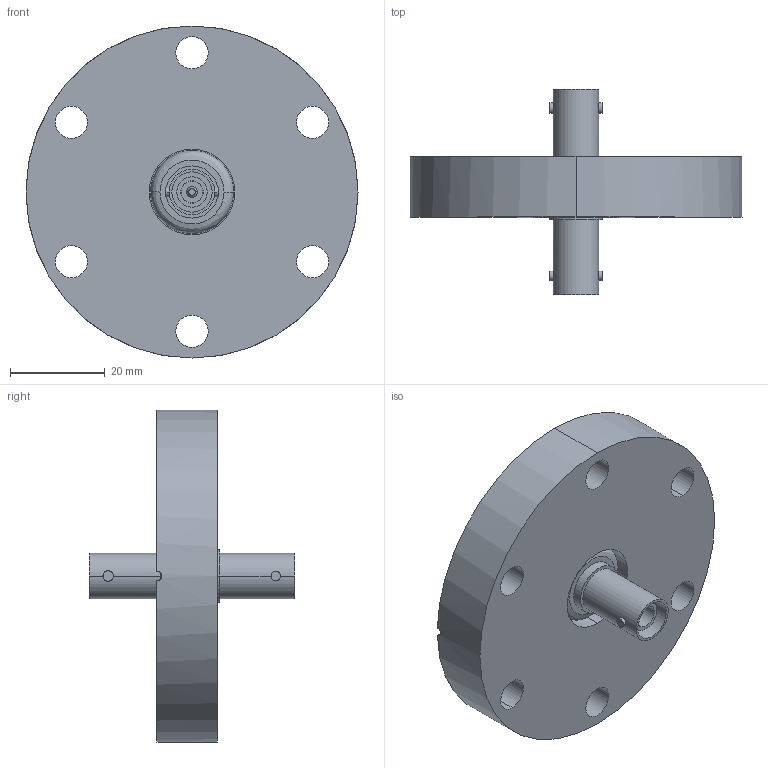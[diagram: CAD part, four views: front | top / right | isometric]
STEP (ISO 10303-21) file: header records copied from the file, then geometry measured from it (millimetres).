
FILE_DESCRIPTION (( 'STEP AP214' ), '1' );
FILE_NAME ('242-SHVD50-C40.STEP', '2022-09-13T07:58:22', ( '' ), ( '' ), 'SwSTEP 2.0', 'SolidWorks 2017', '' );
FILE_SCHEMA (( 'AUTOMOTIVE_DESIGN' ));
Length unit declared in the file: millimetre
Products named in the file (3): 242-SHVD50-C40; 242-SHVD50; 9411-C40-17.5_411-CB40
Assembly tree (2 placements, depth 2):
  242-SHVD50-C40
    9411-C40-17.5_411-CB40
    242-SHVD50
Bounding box: 70 x 43.36 x 70 mm (x, y, z)
Volume: 43536.3 mm3; surface area: 17060 mm2
Topology: 2 solids, 3 shells, 105 faces, 232 edges, 148 vertices
Faces by surface type: cylinder 64, plane 27, cone 8, bspline 4, torus 2
Entity records: 4094 total; most frequent: CARTESIAN_POINT 760, DIRECTION 566, ORIENTED_EDGE 464, AXIS2_PLACEMENT_3D 244, EDGE_CURVE 232, VERTEX_POINT 148, CIRCLE 138, EDGE_LOOP 136
